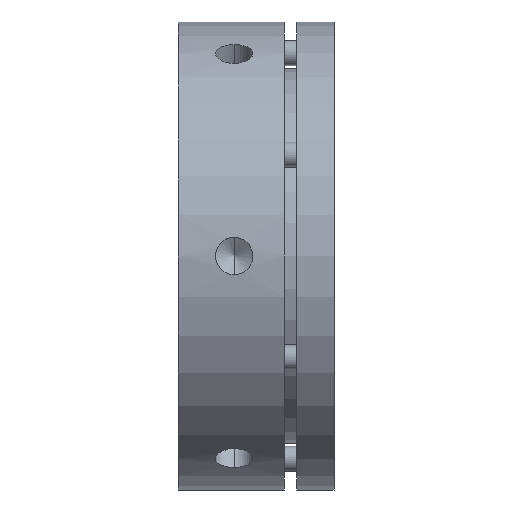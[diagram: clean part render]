
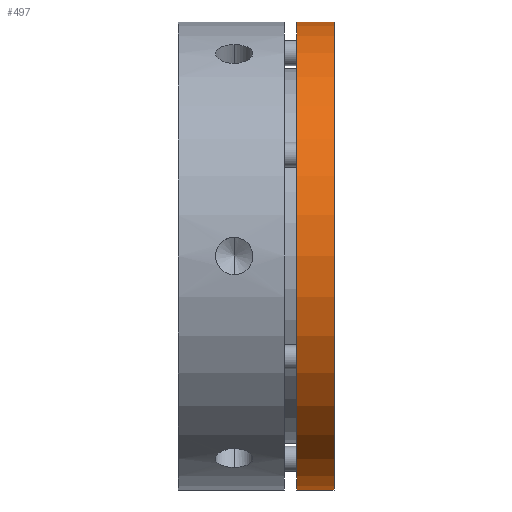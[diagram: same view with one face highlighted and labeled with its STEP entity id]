
A CAD part, front view. The second image highlights one B-rep face of the part: STEP entity #497.
In plain terms, the highlighted cylindrical face has radius 37.5 mm (diameter 75 mm), a partial arc.
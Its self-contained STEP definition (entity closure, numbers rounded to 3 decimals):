
#497 = ADVANCED_FACE ( 'NONE', ( #3513 ), #3522, .T. ) ;
#809 = ORIENTED_EDGE ( 'NONE', *, *, #3861, .T. ) ;
#810 = ORIENTED_EDGE ( 'NONE', *, *, #3984, .T. ) ;
#811 = ORIENTED_EDGE ( 'NONE', *, *, #3860, .T. ) ;
#812 = ORIENTED_EDGE ( 'NONE', *, *, #3986, .F. ) ;
#957 = VERTEX_POINT ( 'NONE', #1869 ) ;
#958 = VERTEX_POINT ( 'NONE', #1870 ) ;
#961 = VERTEX_POINT ( 'NONE', #1873 ) ;
#964 = VERTEX_POINT ( 'NONE', #1876 ) ;
#1212 = AXIS2_PLACEMENT_3D ( 'NONE', #2243, #2245, #2247 ) ;
#1213 = AXIS2_PLACEMENT_3D ( 'NONE', #2251, #2252, #2253 ) ;
#1869 = CARTESIAN_POINT ( 'NONE',  ( 25., 0., -37.5 ) ) ;
#1870 = CARTESIAN_POINT ( 'NONE',  ( 25., 0., 37.5 ) ) ;
#1873 = CARTESIAN_POINT ( 'NONE',  ( 19., 0., 37.5 ) ) ;
#1876 = CARTESIAN_POINT ( 'NONE',  ( 19., 0., -37.5 ) ) ;
#2243 = CARTESIAN_POINT ( 'NONE',  ( 19., 0., 0. ) ) ;
#2245 = DIRECTION ( 'NONE',  ( 1., 0., 0. ) ) ;
#2247 = DIRECTION ( 'NONE',  ( 0., 0., -1. ) ) ;
#2251 = CARTESIAN_POINT ( 'NONE',  ( 25., 0., 0. ) ) ;
#2252 = DIRECTION ( 'NONE',  ( -1., 0., 0. ) ) ;
#2253 = DIRECTION ( 'NONE',  ( 0., 0., -1. ) ) ;
#2394 = DIRECTION ( 'NONE',  ( 1., 0., 0. ) ) ;
#2403 = CARTESIAN_POINT ( 'NONE',  ( 12.5, 0., -37.5 ) ) ;
#2407 = DIRECTION ( 'NONE',  ( 1., 0., 0. ) ) ;
#2421 = CARTESIAN_POINT ( 'NONE',  ( 12.5, 0., 37.5 ) ) ;
#2627 = CIRCLE ( 'NONE', #1212, 37.5 ) ;
#2628 = CIRCLE ( 'NONE', #1213, 37.5 ) ;
#2656 = LINE ( 'NONE', #2421, #2663 ) ;
#2658 = LINE ( 'NONE', #2403, #2660 ) ;
#2660 = VECTOR ( 'NONE', #2394, 1000. ) ;
#2663 = VECTOR ( 'NONE', #2407, 1000. ) ;
#3211 = AXIS2_PLACEMENT_3D ( 'NONE', #4451, #4449, #4447 ) ;
#3513 = FACE_OUTER_BOUND ( 'NONE', #3887, .T. ) ;
#3522 = CYLINDRICAL_SURFACE ( 'NONE', #3211, 37.5 ) ;
#3860 = EDGE_CURVE ( 'NONE', #961, #964, #2627, .T. ) ;
#3861 = EDGE_CURVE ( 'NONE', #957, #958, #2628, .T. ) ;
#3887 = EDGE_LOOP ( 'NONE', ( #812, #811, #810, #809 ) ) ;
#3984 = EDGE_CURVE ( 'NONE', #964, #957, #2658, .T. ) ;
#3986 = EDGE_CURVE ( 'NONE', #961, #958, #2656, .T. ) ;
#4447 = DIRECTION ( 'NONE',  ( 0., 0., -1. ) ) ;
#4449 = DIRECTION ( 'NONE',  ( 1., 0., 0. ) ) ;
#4451 = CARTESIAN_POINT ( 'NONE',  ( 12.5, 0., 0. ) ) ;
